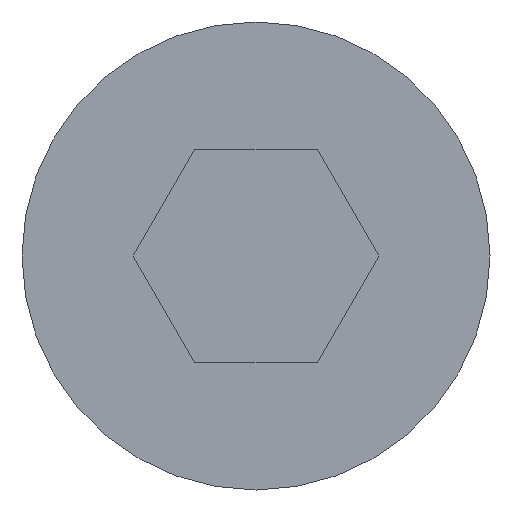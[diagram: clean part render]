
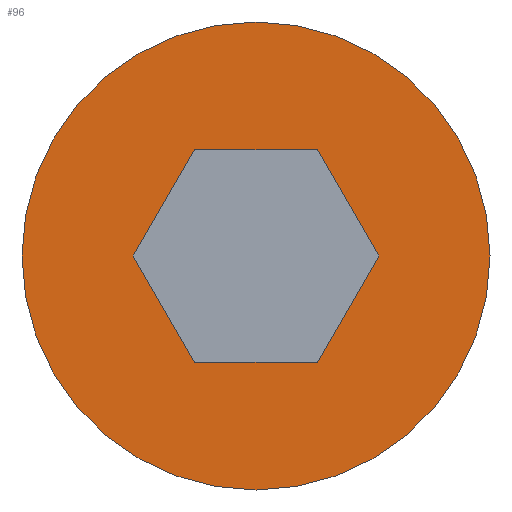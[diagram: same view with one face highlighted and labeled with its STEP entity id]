
A CAD part, front view. The second image highlights one B-rep face of the part: STEP entity #96.
In plain terms, the highlighted planar face has unit normal (0, -1, 0).
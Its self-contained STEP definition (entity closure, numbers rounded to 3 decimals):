
#3 = DIRECTION ( 'NONE',  ( 0.5, 0., -0.866 ) ) ;
#13 = DIRECTION ( 'NONE',  ( -1., 0., 0. ) ) ;
#20 = CIRCLE ( 'NONE', #210, 2.75 ) ;
#31 = ORIENTED_EDGE ( 'NONE', *, *, #230, .F. ) ;
#34 = CARTESIAN_POINT ( 'NONE',  ( 1.443, 0., 0. ) ) ;
#36 = CARTESIAN_POINT ( 'NONE',  ( -1.443, 0., 0. ) ) ;
#37 = VERTEX_POINT ( 'NONE', #34 ) ;
#42 = DIRECTION ( 'NONE',  ( 0.5, 0., 0.866 ) ) ;
#43 = CARTESIAN_POINT ( 'NONE',  ( 0., 0., 2.75 ) ) ;
#47 = CARTESIAN_POINT ( 'NONE',  ( -0.722, 0., 1.25 ) ) ;
#49 = VECTOR ( 'NONE', #42, 1000. ) ;
#50 = CARTESIAN_POINT ( 'NONE',  ( 0.722, 0., -1.25 ) ) ;
#66 = VERTEX_POINT ( 'NONE', #197 ) ;
#76 = CARTESIAN_POINT ( 'NONE',  ( 0., 0., -2.75 ) ) ;
#79 = VECTOR ( 'NONE', #205, 1000. ) ;
#88 = VECTOR ( 'NONE', #120, 1000. ) ;
#89 = EDGE_LOOP ( 'NONE', ( #178, #337 ) ) ;
#96 = ADVANCED_FACE ( 'NONE', ( #387, #134 ), #104, .F. ) ;
#101 = CARTESIAN_POINT ( 'NONE',  ( -0.722, 0., -1.25 ) ) ;
#104 = PLANE ( 'NONE',  #167 ) ;
#107 = DIRECTION ( 'NONE',  ( 0., 0., 1. ) ) ;
#110 = CARTESIAN_POINT ( 'NONE',  ( 0.722, 0., 1.25 ) ) ;
#120 = DIRECTION ( 'NONE',  ( -0.5, 0., -0.866 ) ) ;
#131 = EDGE_CURVE ( 'NONE', #310, #37, #353, .T. ) ;
#134 = FACE_OUTER_BOUND ( 'NONE', #89, .T. ) ;
#141 = EDGE_CURVE ( 'NONE', #37, #66, #170, .T. ) ;
#142 = CARTESIAN_POINT ( 'NONE',  ( 0., 0., 0. ) ) ;
#157 = DIRECTION ( 'NONE',  ( 0., 0., 1. ) ) ;
#167 = AXIS2_PLACEMENT_3D ( 'NONE', #321, #191, #107 ) ;
#169 = LINE ( 'NONE', #101, #79 ) ;
#170 = LINE ( 'NONE', #232, #238 ) ;
#176 = VERTEX_POINT ( 'NONE', #47 ) ;
#178 = ORIENTED_EDGE ( 'NONE', *, *, #349, .F. ) ;
#182 = VERTEX_POINT ( 'NONE', #76 ) ;
#186 = EDGE_CURVE ( 'NONE', #239, #182, #289, .T. ) ;
#188 = AXIS2_PLACEMENT_3D ( 'NONE', #142, #317, #288 ) ;
#191 = DIRECTION ( 'NONE',  ( 0., 1., 0. ) ) ;
#197 = CARTESIAN_POINT ( 'NONE',  ( 0.722, 0., 1.25 ) ) ;
#204 = EDGE_LOOP ( 'NONE', ( #367, #339, #370, #301, #31, #313 ) ) ;
#205 = DIRECTION ( 'NONE',  ( 1., 0., 0. ) ) ;
#209 = EDGE_CURVE ( 'NONE', #306, #334, #318, .T. ) ;
#210 = AXIS2_PLACEMENT_3D ( 'NONE', #279, #274, #157 ) ;
#229 = CARTESIAN_POINT ( 'NONE',  ( 0.722, 0., -1.25 ) ) ;
#230 = EDGE_CURVE ( 'NONE', #66, #176, #299, .T. ) ;
#232 = CARTESIAN_POINT ( 'NONE',  ( 1.443, 0., 0. ) ) ;
#237 = EDGE_CURVE ( 'NONE', #334, #310, #169, .T. ) ;
#238 = VECTOR ( 'NONE', #355, 1000. ) ;
#239 = VERTEX_POINT ( 'NONE', #43 ) ;
#256 = VECTOR ( 'NONE', #13, 1000. ) ;
#274 = DIRECTION ( 'NONE',  ( 0., 1., 0. ) ) ;
#277 = VECTOR ( 'NONE', #3, 1000. ) ;
#279 = CARTESIAN_POINT ( 'NONE',  ( 0., 0., 0. ) ) ;
#288 = DIRECTION ( 'NONE',  ( 0., 0., 1. ) ) ;
#289 = CIRCLE ( 'NONE', #188, 2.75 ) ;
#290 = CARTESIAN_POINT ( 'NONE',  ( -1.443, 0., 0. ) ) ;
#299 = LINE ( 'NONE', #110, #256 ) ;
#301 = ORIENTED_EDGE ( 'NONE', *, *, #363, .F. ) ;
#306 = VERTEX_POINT ( 'NONE', #290 ) ;
#310 = VERTEX_POINT ( 'NONE', #50 ) ;
#313 = ORIENTED_EDGE ( 'NONE', *, *, #141, .F. ) ;
#317 = DIRECTION ( 'NONE',  ( 0., 1., 0. ) ) ;
#318 = LINE ( 'NONE', #36, #277 ) ;
#321 = CARTESIAN_POINT ( 'NONE',  ( 0., 0., 0. ) ) ;
#334 = VERTEX_POINT ( 'NONE', #340 ) ;
#337 = ORIENTED_EDGE ( 'NONE', *, *, #186, .F. ) ;
#339 = ORIENTED_EDGE ( 'NONE', *, *, #237, .F. ) ;
#340 = CARTESIAN_POINT ( 'NONE',  ( -0.722, 0., -1.25 ) ) ;
#349 = EDGE_CURVE ( 'NONE', #182, #239, #20, .T. ) ;
#353 = LINE ( 'NONE', #229, #49 ) ;
#355 = DIRECTION ( 'NONE',  ( -0.5, 0., 0.866 ) ) ;
#363 = EDGE_CURVE ( 'NONE', #176, #306, #406, .T. ) ;
#367 = ORIENTED_EDGE ( 'NONE', *, *, #131, .F. ) ;
#368 = CARTESIAN_POINT ( 'NONE',  ( -0.722, 0., 1.25 ) ) ;
#370 = ORIENTED_EDGE ( 'NONE', *, *, #209, .F. ) ;
#387 = FACE_BOUND ( 'NONE', #204, .T. ) ;
#406 = LINE ( 'NONE', #368, #88 ) ;
